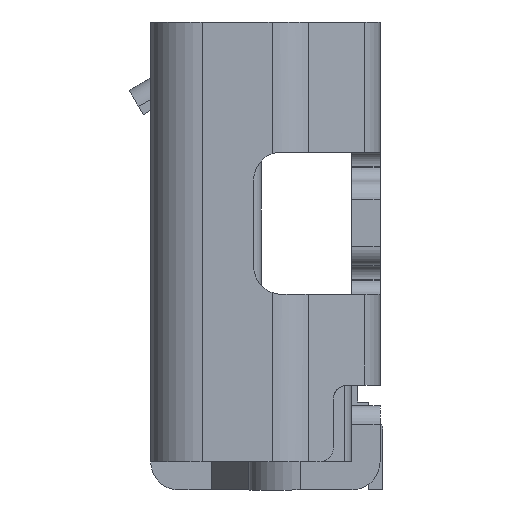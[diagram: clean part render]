
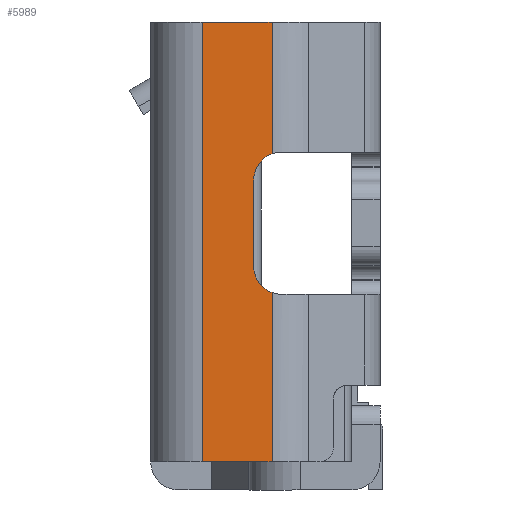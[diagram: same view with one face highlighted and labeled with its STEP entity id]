
A CAD part, left-side view. The second image highlights one B-rep face of the part: STEP entity #5989.
In plain terms, the highlighted planar face has unit normal (-1, 0, 0).
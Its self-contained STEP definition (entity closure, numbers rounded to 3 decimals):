
#117 = DIRECTION ( 'NONE',  ( 0., 0., -1. ) ) ;
#566 = DIRECTION ( 'NONE',  ( 1., 0., 0. ) ) ;
#583 = CARTESIAN_POINT ( 'NONE',  ( -3.75, -0.071, -0.542 ) ) ;
#637 = ORIENTED_EDGE ( 'NONE', *, *, #6350, .F. ) ;
#710 = VERTEX_POINT ( 'NONE', #10691 ) ;
#1265 = CIRCLE ( 'NONE', #11643, 0.3 ) ;
#1309 = DIRECTION ( 'NONE',  ( 0., 0., -1. ) ) ;
#1502 = EDGE_CURVE ( 'NONE', #7341, #710, #1265, .T. ) ;
#1541 = ORIENTED_EDGE ( 'NONE', *, *, #6060, .F. ) ;
#1837 = AXIS2_PLACEMENT_3D ( 'NONE', #4625, #566, #9038 ) ;
#2158 = CARTESIAN_POINT ( 'NONE',  ( -3.75, 0.675, -2.35 ) ) ;
#2555 = CARTESIAN_POINT ( 'NONE',  ( -3.75, -0.071, 2.35 ) ) ;
#2583 = CARTESIAN_POINT ( 'NONE',  ( -3.75, 0.675, 2.35 ) ) ;
#2703 = DIRECTION ( 'NONE',  ( 1., 0., 0. ) ) ;
#2997 = CARTESIAN_POINT ( 'NONE',  ( -3.75, 0.675, -2.35 ) ) ;
#4058 = CARTESIAN_POINT ( 'NONE',  ( -3.75, 0.675, 2.35 ) ) ;
#4274 = VERTEX_POINT ( 'NONE', #14035 ) ;
#4278 = LINE ( 'NONE', #9785, #15353 ) ;
#4607 = LINE ( 'NONE', #2158, #7836 ) ;
#4625 = CARTESIAN_POINT ( 'NONE',  ( -3.75, -0.175, -0.26 ) ) ;
#4724 = CARTESIAN_POINT ( 'NONE',  ( -3.75, 0.675, -2.35 ) ) ;
#4839 = CARTESIAN_POINT ( 'NONE',  ( -3.75, -0.071, 2.35 ) ) ;
#4980 = ORIENTED_EDGE ( 'NONE', *, *, #1502, .T. ) ;
#5349 = LINE ( 'NONE', #2555, #5692 ) ;
#5692 = VECTOR ( 'NONE', #1309, 1000. ) ;
#5882 = CIRCLE ( 'NONE', #1837, 0.3 ) ;
#5968 = DIRECTION ( 'NONE',  ( 0., -1., 0. ) ) ;
#5989 = ADVANCED_FACE ( 'NONE', ( #9848 ), #15525, .T. ) ;
#6060 = EDGE_CURVE ( 'NONE', #12409, #4274, #12449, .T. ) ;
#6318 = CARTESIAN_POINT ( 'NONE',  ( -3.75, 0.675, -2.35 ) ) ;
#6350 = EDGE_CURVE ( 'NONE', #8178, #710, #5349, .T. ) ;
#6512 = EDGE_CURVE ( 'NONE', #11894, #7341, #4278, .T. ) ;
#6773 = CARTESIAN_POINT ( 'NONE',  ( -3.75, -0.175, 0.66 ) ) ;
#7068 = DIRECTION ( 'NONE',  ( -1., 0., 0. ) ) ;
#7341 = VERTEX_POINT ( 'NONE', #14312 ) ;
#7538 = ORIENTED_EDGE ( 'NONE', *, *, #16470, .F. ) ;
#7836 = VECTOR ( 'NONE', #5968, 1000. ) ;
#8178 = VERTEX_POINT ( 'NONE', #4839 ) ;
#8632 = EDGE_CURVE ( 'NONE', #11669, #4274, #4607, .T. ) ;
#9038 = DIRECTION ( 'NONE',  ( 0., 0.345, -0.939 ) ) ;
#9289 = ORIENTED_EDGE ( 'NONE', *, *, #12717, .F. ) ;
#9419 = VECTOR ( 'NONE', #117, 1000. ) ;
#9785 = CARTESIAN_POINT ( 'NONE',  ( -3.75, 0.125, -0.26 ) ) ;
#9848 = FACE_OUTER_BOUND ( 'NONE', #12465, .T. ) ;
#9921 = VECTOR ( 'NONE', #13712, 1000. ) ;
#10125 = DIRECTION ( 'NONE',  ( 0., 0., 1. ) ) ;
#10550 = DIRECTION ( 'NONE',  ( 0., 0., 1. ) ) ;
#10691 = CARTESIAN_POINT ( 'NONE',  ( -3.75, -0.071, 0.942 ) ) ;
#11590 = ORIENTED_EDGE ( 'NONE', *, *, #6512, .T. ) ;
#11643 = AXIS2_PLACEMENT_3D ( 'NONE', #6773, #2703, #13985 ) ;
#11669 = VERTEX_POINT ( 'NONE', #4724 ) ;
#11825 = CARTESIAN_POINT ( 'NONE',  ( -3.75, 0.125, -0.26 ) ) ;
#11894 = VERTEX_POINT ( 'NONE', #11825 ) ;
#11970 = VERTEX_POINT ( 'NONE', #2583 ) ;
#12020 = AXIS2_PLACEMENT_3D ( 'NONE', #2997, #7068, #12640 ) ;
#12409 = VERTEX_POINT ( 'NONE', #583 ) ;
#12449 = LINE ( 'NONE', #16701, #9419 ) ;
#12465 = EDGE_LOOP ( 'NONE', ( #9289, #7538, #16714, #1541, #16015, #11590, #4980, #637 ) ) ;
#12640 = DIRECTION ( 'NONE',  ( 0., 0., 1. ) ) ;
#12717 = EDGE_CURVE ( 'NONE', #11970, #8178, #13345, .T. ) ;
#13345 = LINE ( 'NONE', #4058, #9921 ) ;
#13712 = DIRECTION ( 'NONE',  ( 0., -1., 0. ) ) ;
#13985 = DIRECTION ( 'NONE',  ( 0., 1., 0. ) ) ;
#14035 = CARTESIAN_POINT ( 'NONE',  ( -3.75, -0.071, -2.35 ) ) ;
#14312 = CARTESIAN_POINT ( 'NONE',  ( -3.75, 0.125, 0.66 ) ) ;
#14605 = LINE ( 'NONE', #6318, #14757 ) ;
#14757 = VECTOR ( 'NONE', #10550, 1000. ) ;
#15353 = VECTOR ( 'NONE', #10125, 1000. ) ;
#15525 = PLANE ( 'NONE',  #12020 ) ;
#16015 = ORIENTED_EDGE ( 'NONE', *, *, #17567, .T. ) ;
#16470 = EDGE_CURVE ( 'NONE', #11669, #11970, #14605, .T. ) ;
#16701 = CARTESIAN_POINT ( 'NONE',  ( -3.75, -0.071, -0.542 ) ) ;
#16714 = ORIENTED_EDGE ( 'NONE', *, *, #8632, .T. ) ;
#17567 = EDGE_CURVE ( 'NONE', #12409, #11894, #5882, .T. ) ;
